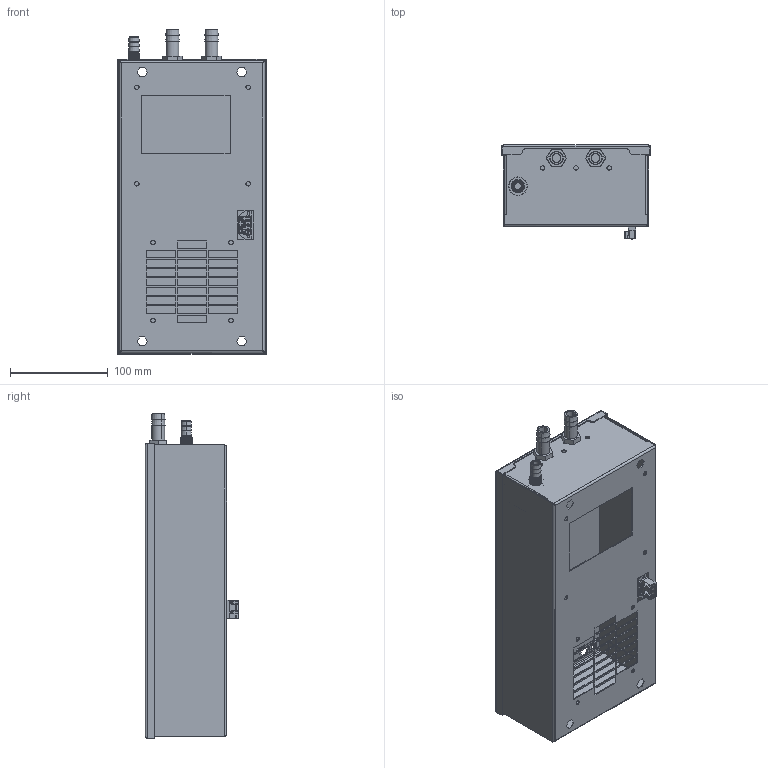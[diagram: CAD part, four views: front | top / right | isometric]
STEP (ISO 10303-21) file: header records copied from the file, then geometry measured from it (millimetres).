
FILE_DESCRIPTION((''),'2;1');
FILE_NAME('RK2300_COMPLETE_ASM_ASM','2017-07-06T',('briang'),(''),'CREO PARAMETRIC BY PTC INC, 2014500','CREO PARAMETRIC BY PTC INC, 2014500','');
FILE_SCHEMA(('CONFIG_CONTROL_DESIGN'));
Products named in the file (11): RK2300_HOUSING_1; RK2300_HOUSING_ASSY_ASM_1_ASM; 721603019042_1; RK2300_BLOWER_ASSY_ASM_1_ASM; QUARTER_INCH_TO_13MM_NOZZLE_1; RK2300_FITTINGS_ASSY_ASM_1_ASM; RK2300_COVER_1; RK2300_COVER_ASSY_ASM_1_ASM; WATERTRAY_DRAIN_FITTING_1; RK2300_COMPLETE_ASM_1_ASM; RK2300_COMPLETE_ASM_ASM
Assembly tree (11 placements, depth 4):
  RK2300_COMPLETE_ASM_ASM
    RK2300_COMPLETE_ASM_1_ASM
      RK2300_HOUSING_ASSY_ASM_1_ASM
        RK2300_HOUSING_1
      RK2300_BLOWER_ASSY_ASM_1_ASM
        721603019042_1
      RK2300_FITTINGS_ASSY_ASM_1_ASM
        QUARTER_INCH_TO_13MM_NOZZLE_1  x2
      RK2300_COVER_ASSY_ASM_1_ASM
        RK2300_COVER_1
      WATERTRAY_DRAIN_FITTING_1
Bounding box: 152.5 x 96.2 x 332.75 mm (x, y, z)
Volume: 181386.3 mm3; surface area: 353117.6 mm2
Topology: 6 solids, 7 shells, 806 faces, 2234 edges, 1450 vertices
Faces by surface type: plane 558, cylinder 152, cone 44, bspline 34, torus 16, extrusion 2
Entity records: 29811 total; most frequent: CARTESIAN_POINT 9676, ORIENTED_EDGE 4266, DIRECTION 3878, EDGE_CURVE 2133, VECTOR 1656, LINE 1654, VERTEX_POINT 1381, AXIS2_PLACEMENT_3D 1111
